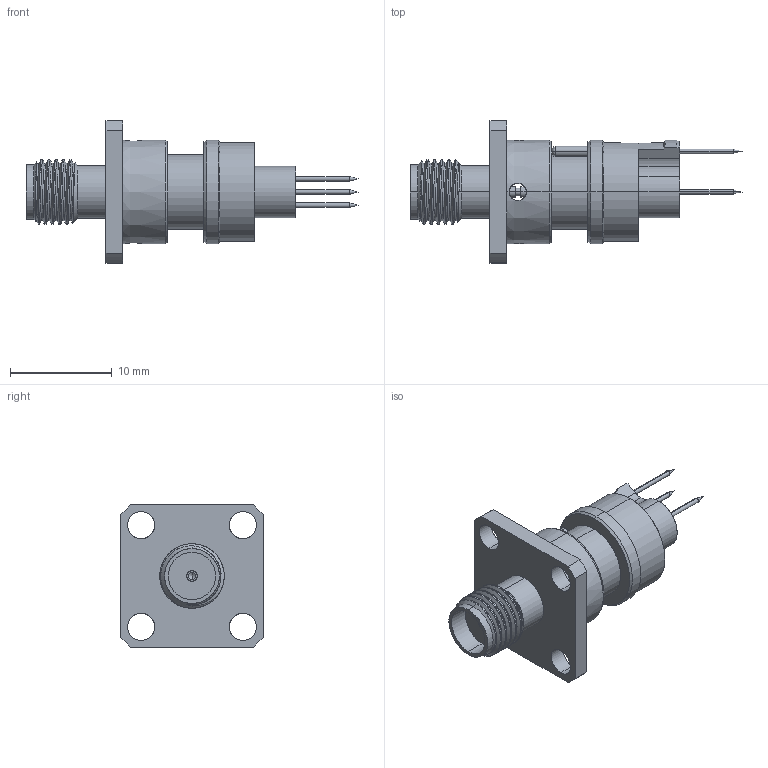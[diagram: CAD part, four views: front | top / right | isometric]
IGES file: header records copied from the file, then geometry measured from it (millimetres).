
Start section: SolidWorks IGES file using analytic representation for surfaces
Global section: file name: K-50H-S-SPL-01B-119.IGS; native system: SolidWorks 2006 by SolidWorks Corporation; preprocessor: SolidWorks 2006 by SolidWorks Corporation; author: tsakatani; date: 080108.084110; units: inch
Bounding box: 32.69 x 14 x 14 mm (x, y, z)
Surface area: 1420.7 mm2 (no closed solid volume)
Topology: 0 solids, 0 shells, 143 faces, 2255 edges, 2247 vertices
Faces by surface type: revolution 107, bspline 36
